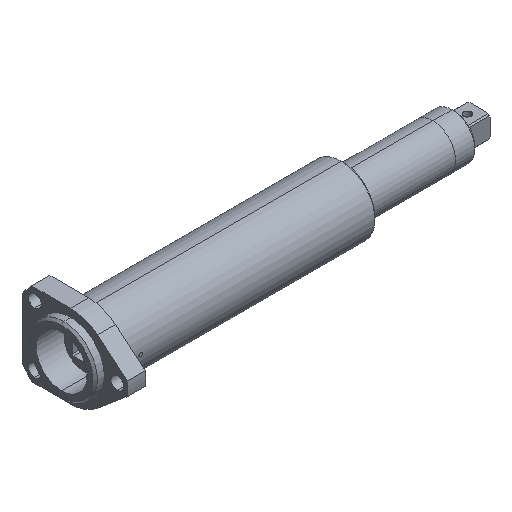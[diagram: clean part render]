
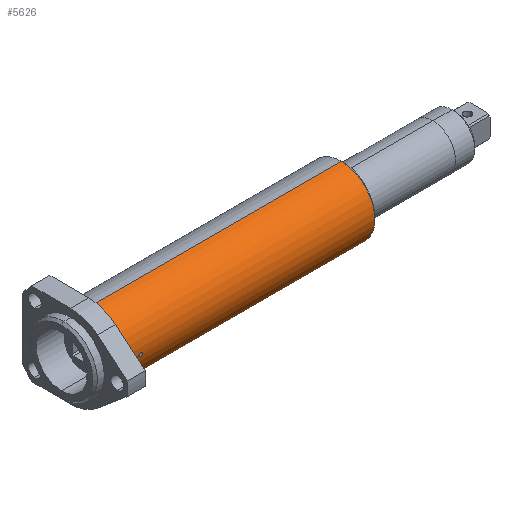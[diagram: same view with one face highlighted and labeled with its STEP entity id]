
A CAD part, isometric view. The second image highlights one B-rep face of the part: STEP entity #5626.
In plain terms, the highlighted cylindrical face has radius 23.495 mm (diameter 46.99 mm), a partial arc.
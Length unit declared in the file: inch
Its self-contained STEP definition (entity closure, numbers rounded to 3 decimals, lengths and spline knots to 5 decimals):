
#209 = VERTEX_POINT ( 'NONE', #781 ) ;
#399 = CARTESIAN_POINT ( 'NONE',  ( 1.04564, -0.92494, -0.01231 ) ) ;
#502 = ORIENTED_EDGE ( 'NONE', *, *, #2405, .F. ) ;
#781 = CARTESIAN_POINT ( 'NONE',  ( 0.56, 0., -0.925 ) ) ;
#1041 = CARTESIAN_POINT ( 'NONE',  ( 0.96247, -0.92456, -0.02876 ) ) ;
#1066 = AXIS2_PLACEMENT_3D ( 'NONE', #4241, #8953, #3520 ) ;
#1163 = CARTESIAN_POINT ( 'NONE',  ( 1.01228, -0.92388, -0.04565 ) ) ;
#1273 = FACE_OUTER_BOUND ( 'NONE', #9440, .T. ) ;
#1318 = CARTESIAN_POINT ( 'NONE',  ( 0.56, 0., 0.925 ) ) ;
#1606 = CARTESIAN_POINT ( 'NONE',  ( 1., -0.92381, 0.04687 ) ) ;
#1663 = CARTESIAN_POINT ( 'NONE',  ( 7.44, 0., -0.925 ) ) ;
#1864 = CARTESIAN_POINT ( 'NONE',  ( 0.95313, -0.925, 0.00613 ) ) ;
#1928 = CARTESIAN_POINT ( 'NONE',  ( 1.00612, -0.92381, -0.04688 ) ) ;
#1982 = CARTESIAN_POINT ( 'NONE',  ( 1.04097, -0.92472, 0.0236 ) ) ;
#2121 = VERTEX_POINT ( 'NONE', #9847 ) ;
#2219 = CARTESIAN_POINT ( 'NONE',  ( 1., -0.92381, 0.04687 ) ) ;
#2230 = AXIS2_PLACEMENT_3D ( 'NONE', #4802, #8693, #5532 ) ;
#2405 = EDGE_CURVE ( 'NONE', #5027, #2121, #4045, .T. ) ;
#2583 = CARTESIAN_POINT ( 'NONE',  ( 1.02362, -0.9241, 0.04094 ) ) ;
#2718 = CARTESIAN_POINT ( 'NONE',  ( 0.98773, -0.92388, 0.04565 ) ) ;
#2986 = CARTESIAN_POINT ( 'NONE',  ( 1.00619, -0.92381, 0.04687 ) ) ;
#3104 = VECTOR ( 'NONE', #9826, 39.37008 ) ;
#3283 = DIRECTION ( 'NONE',  ( 0., 0., -1. ) ) ;
#3355 = CARTESIAN_POINT ( 'NONE',  ( 1.04567, -0.92494, 0.01223 ) ) ;
#3403 = CARTESIAN_POINT ( 'NONE',  ( 1., -0.92381, -0.04688 ) ) ;
#3436 = EDGE_CURVE ( 'NONE', #209, #6432, #4146, .T. ) ;
#3440 = VERTEX_POINT ( 'NONE', #7264 ) ;
#3520 = DIRECTION ( 'NONE',  ( 0., 0., -1. ) ) ;
#3569 = CYLINDRICAL_SURFACE ( 'NONE', #1066, 0.925 ) ;
#3852 = EDGE_CURVE ( 'NONE', #3440, #7391, #5961, .T. ) ;
#3890 = DIRECTION ( 'NONE',  ( 1., 0., 0. ) ) ;
#3996 = EDGE_CURVE ( 'NONE', #7391, #3440, #5823, .T. ) ;
#4045 = LINE ( 'NONE', #4679, #4179 ) ;
#4146 = LINE ( 'NONE', #8865, #3104 ) ;
#4166 = CARTESIAN_POINT ( 'NONE',  ( 0.95312, -0.925, -0.0061 ) ) ;
#4179 = VECTOR ( 'NONE', #3890, 39.37008 ) ;
#4241 = CARTESIAN_POINT ( 'NONE',  ( 0., 0., 0. ) ) ;
#4273 = CARTESIAN_POINT ( 'NONE',  ( 1.03745, -0.92456, -0.02885 ) ) ;
#4679 = CARTESIAN_POINT ( 'NONE',  ( 0., 0., 0.925 ) ) ;
#4788 = ORIENTED_EDGE ( 'NONE', *, *, #8305, .T. ) ;
#4802 = CARTESIAN_POINT ( 'NONE',  ( 7.44, 0., 0. ) ) ;
#5027 = VERTEX_POINT ( 'NONE', #1318 ) ;
#5049 = CARTESIAN_POINT ( 'NONE',  ( 0.97117, -0.92425, 0.03746 ) ) ;
#5063 = CARTESIAN_POINT ( 'NONE',  ( 1.0288, -0.92425, -0.03749 ) ) ;
#5412 = CIRCLE ( 'NONE', #5572, 0.925 ) ;
#5512 = CARTESIAN_POINT ( 'NONE',  ( 0.56, 0., 0. ) ) ;
#5532 = DIRECTION ( 'NONE',  ( 0., 0., -1. ) ) ;
#5572 = AXIS2_PLACEMENT_3D ( 'NONE', #5512, #9596, #3283 ) ;
#5626 = ADVANCED_FACE ( 'NONE', ( #1273, #9720 ), #3569, .T. ) ;
#5722 = CARTESIAN_POINT ( 'NONE',  ( 0.97638, -0.9241, -0.04095 ) ) ;
#5823 = B_SPLINE_CURVE_WITH_KNOTS ( 'NONE', 3,
 ( #8525, #7964, #2718, #6442, #5049, #9655, #8166, #6488, #1864, #4166, #8017, #7234, #1041, #7282, #5722, #8069, #9555, #7339 ),
 .UNSPECIFIED., .F., .F.,
 ( 4, 2, 2, 2, 2, 2, 2, 2, 4 ),
 ( 0., 0.00047, 0.00093, 0.0014, 0.00186, 0.00233, 0.00279, 0.00326, 0.00372 ),
 .UNSPECIFIED. ) ;
#5890 = EDGE_CURVE ( 'NONE', #2121, #6432, #7130, .T. ) ;
#5961 = B_SPLINE_CURVE_WITH_KNOTS ( 'NONE', 3,
 ( #3403, #1928, #1163, #8177, #5063, #4273, #7405, #399, #6647, #8992, #3355, #1982, #7246, #9617, #2583, #10010, #2986, #2219 ),
 .UNSPECIFIED., .F., .F.,
 ( 4, 2, 2, 2, 2, 2, 2, 2, 4 ),
 ( 0.00372, 0.00419, 0.00465, 0.00512, 0.00558, 0.00605, 0.00651, 0.00698, 0.00745 ),
 .UNSPECIFIED. ) ;
#6007 = ORIENTED_EDGE ( 'NONE', *, *, #5890, .F. ) ;
#6209 = ORIENTED_EDGE ( 'NONE', *, *, #3436, .T. ) ;
#6432 = VERTEX_POINT ( 'NONE', #1663 ) ;
#6442 = CARTESIAN_POINT ( 'NONE',  ( 0.97637, -0.9241, 0.04095 ) ) ;
#6488 = CARTESIAN_POINT ( 'NONE',  ( 0.95436, -0.92494, 0.0123 ) ) ;
#6647 = CARTESIAN_POINT ( 'NONE',  ( 1.04687, -0.925, -0.00622 ) ) ;
#7130 = CIRCLE ( 'NONE', #2230, 0.925 ) ;
#7234 = CARTESIAN_POINT ( 'NONE',  ( 0.95903, -0.92472, -0.0236 ) ) ;
#7246 = CARTESIAN_POINT ( 'NONE',  ( 1.03749, -0.92456, 0.02879 ) ) ;
#7264 = CARTESIAN_POINT ( 'NONE',  ( 1., -0.92381, -0.04688 ) ) ;
#7282 = CARTESIAN_POINT ( 'NONE',  ( 0.97122, -0.92425, -0.03752 ) ) ;
#7339 = CARTESIAN_POINT ( 'NONE',  ( 1., -0.92381, -0.04688 ) ) ;
#7391 = VERTEX_POINT ( 'NONE', #1606 ) ;
#7405 = CARTESIAN_POINT ( 'NONE',  ( 1.04094, -0.92472, -0.02365 ) ) ;
#7964 = CARTESIAN_POINT ( 'NONE',  ( 0.9938, -0.92381, 0.04687 ) ) ;
#8017 = CARTESIAN_POINT ( 'NONE',  ( 0.95434, -0.92494, -0.01224 ) ) ;
#8069 = CARTESIAN_POINT ( 'NONE',  ( 0.98774, -0.92388, -0.04566 ) ) ;
#8084 = ORIENTED_EDGE ( 'NONE', *, *, #3852, .F. ) ;
#8166 = CARTESIAN_POINT ( 'NONE',  ( 0.95903, -0.92472, 0.02358 ) ) ;
#8177 = CARTESIAN_POINT ( 'NONE',  ( 1.02357, -0.92409, -0.04098 ) ) ;
#8208 = ORIENTED_EDGE ( 'NONE', *, *, #3996, .F. ) ;
#8305 = EDGE_CURVE ( 'NONE', #5027, #209, #5412, .T. ) ;
#8525 = CARTESIAN_POINT ( 'NONE',  ( 1., -0.92381, 0.04687 ) ) ;
#8693 = DIRECTION ( 'NONE',  ( 1., 0., 0. ) ) ;
#8865 = CARTESIAN_POINT ( 'NONE',  ( 0., 0., -0.925 ) ) ;
#8953 = DIRECTION ( 'NONE',  ( 1., 0., 0. ) ) ;
#8992 = CARTESIAN_POINT ( 'NONE',  ( 1.04688, -0.925, 0.00615 ) ) ;
#9356 = EDGE_LOOP ( 'NONE', ( #8208, #8084 ) ) ;
#9440 = EDGE_LOOP ( 'NONE', ( #502, #4788, #6209, #6007 ) ) ;
#9555 = CARTESIAN_POINT ( 'NONE',  ( 0.99388, -0.92381, -0.04687 ) ) ;
#9596 = DIRECTION ( 'NONE',  ( 1., 0., 0. ) ) ;
#9617 = CARTESIAN_POINT ( 'NONE',  ( 1.02885, -0.92425, 0.03745 ) ) ;
#9655 = CARTESIAN_POINT ( 'NONE',  ( 0.96252, -0.92456, 0.02881 ) ) ;
#9720 = FACE_BOUND ( 'NONE', #9356, .T. ) ;
#9826 = DIRECTION ( 'NONE',  ( 1., 0., 0. ) ) ;
#9847 = CARTESIAN_POINT ( 'NONE',  ( 7.44, 0., 0.925 ) ) ;
#10010 = CARTESIAN_POINT ( 'NONE',  ( 1.01235, -0.92388, 0.04563 ) ) ;
